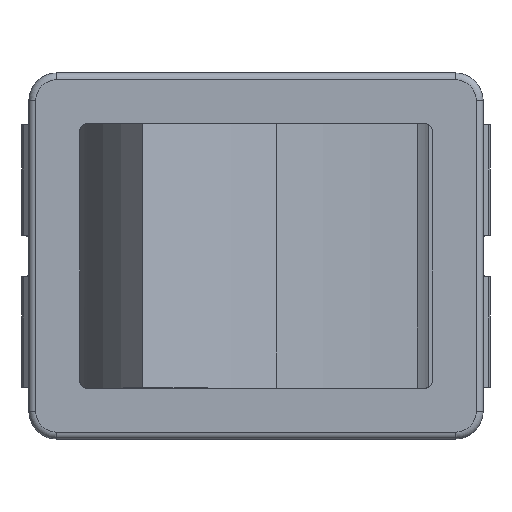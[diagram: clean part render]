
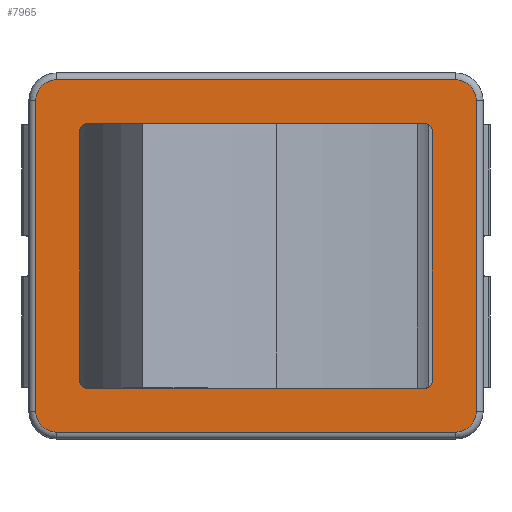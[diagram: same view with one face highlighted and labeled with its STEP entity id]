
A CAD part, top view. The second image highlights one B-rep face of the part: STEP entity #7965.
In plain terms, the highlighted planar face has unit normal (0, 0, 1).
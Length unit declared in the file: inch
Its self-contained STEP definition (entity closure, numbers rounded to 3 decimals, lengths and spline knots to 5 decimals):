
#3343=CARTESIAN_POINT('',(-0.48285,0.37795,0.63425));
#3344=VERTEX_POINT('',#3343);
#3345=CARTESIAN_POINT('',(0.47791,0.37795,0.63425));
#3346=VERTEX_POINT('',#3345);
#3347=CARTESIAN_POINT('',(-0.48285,0.37795,0.63425));
#3348=DIRECTION('',(1.0,0.0,0.0));
#3349=VECTOR('',#3348,0.96076);
#3350=LINE('',#3347,#3349);
#3351=EDGE_CURVE('',#3344,#3346,#3350,.T.);
#3428=CARTESIAN_POINT('',(0.47791,-0.37795,0.63425));
#3429=VERTEX_POINT('',#3428);
#3581=CARTESIAN_POINT('',(-0.48285,-0.37795,0.63425));
#3582=VERTEX_POINT('',#3581);
#3583=CARTESIAN_POINT('',(0.47791,-0.37795,0.63425));
#3584=DIRECTION('',(-1.0,0.0,0.0));
#3585=VECTOR('',#3584,0.96076);
#3586=LINE('',#3583,#3585);
#3587=EDGE_CURVE('',#3429,#3582,#3586,.T.);
#4094=CARTESIAN_POINT('',(-0.48425,0.37795,0.63425));
#4095=VERTEX_POINT('',#4094);
#4096=CARTESIAN_POINT('',(-0.48425,0.37795,0.63425));
#4097=DIRECTION('',(1.0,0.0,0.0));
#4098=VECTOR('',#4097,0.0014);
#4099=LINE('',#4096,#4098);
#4100=EDGE_CURVE('',#4095,#3344,#4099,.T.);
#4117=CARTESIAN_POINT('',(0.48425,0.37795,0.63425));
#4118=VERTEX_POINT('',#4117);
#4125=CARTESIAN_POINT('',(0.47791,0.37795,0.63425));
#4126=DIRECTION('',(1.0,0.0,0.0));
#4127=VECTOR('',#4126,0.00634);
#4128=LINE('',#4125,#4127);
#4129=EDGE_CURVE('',#3346,#4118,#4128,.T.);
#4175=CARTESIAN_POINT('',(-0.50394,0.35827,0.63425));
#4176=VERTEX_POINT('',#4175);
#4177=CARTESIAN_POINT('',(-0.48425,0.35827,0.63425));
#4178=DIRECTION('',(0.0,0.0,1.0));
#4179=DIRECTION('',(-0.707,0.707,0.0));
#4180=AXIS2_PLACEMENT_3D('',#4177,#4178,#4179);
#4181=CIRCLE('',#4180,0.01969);
#4182=EDGE_CURVE('',#4095,#4176,#4181,.T.);
#4210=CARTESIAN_POINT('',(0.48425,-0.37795,0.63425));
#4211=VERTEX_POINT('',#4210);
#4218=CARTESIAN_POINT('',(0.50394,-0.35827,0.63425));
#4219=VERTEX_POINT('',#4218);
#4220=CARTESIAN_POINT('',(0.48425,-0.35827,0.63425));
#4221=DIRECTION('',(0.0,0.0,1.0));
#4222=DIRECTION('',(0.707,-0.707,0.0));
#4223=AXIS2_PLACEMENT_3D('',#4220,#4221,#4222);
#4224=CIRCLE('',#4223,0.01969);
#4225=EDGE_CURVE('',#4211,#4219,#4224,.T.);
#4259=CARTESIAN_POINT('',(0.48425,-0.37795,0.63425));
#4260=DIRECTION('',(-1.0,0.0,0.0));
#4261=VECTOR('',#4260,0.00634);
#4262=LINE('',#4259,#4261);
#4263=EDGE_CURVE('',#4211,#3429,#4262,.T.);
#4275=CARTESIAN_POINT('',(-0.48425,-0.37795,0.63425));
#4276=VERTEX_POINT('',#4275);
#4283=CARTESIAN_POINT('',(-0.48285,-0.37795,0.63425));
#4284=DIRECTION('',(-1.0,0.0,0.0));
#4285=VECTOR('',#4284,0.0014);
#4286=LINE('',#4283,#4285);
#4287=EDGE_CURVE('',#3582,#4276,#4286,.T.);
#7385=CARTESIAN_POINT('',(0.50394,0.35827,0.63425));
#7386=VERTEX_POINT('',#7385);
#7393=CARTESIAN_POINT('',(0.48425,0.35827,0.63425));
#7394=DIRECTION('',(0.0,0.0,1.0));
#7395=DIRECTION('',(0.707,0.707,0.0));
#7396=AXIS2_PLACEMENT_3D('',#7393,#7394,#7395);
#7397=CIRCLE('',#7396,0.01969);
#7398=EDGE_CURVE('',#7386,#4118,#7397,.T.);
#7454=CARTESIAN_POINT('',(0.50394,0.35827,0.63425));
#7455=DIRECTION('',(0.0,-1.0,0.0));
#7456=VECTOR('',#7455,0.71654);
#7457=LINE('',#7454,#7456);
#7458=EDGE_CURVE('',#7386,#4219,#7457,.T.);
#7574=CARTESIAN_POINT('',(-0.50394,-0.35827,0.63425));
#7575=VERTEX_POINT('',#7574);
#7582=CARTESIAN_POINT('',(-0.48425,-0.35827,0.63425));
#7583=DIRECTION('',(0.0,0.0,1.0));
#7584=DIRECTION('',(-0.707,-0.707,0.0));
#7585=AXIS2_PLACEMENT_3D('',#7582,#7583,#7584);
#7586=CIRCLE('',#7585,0.01969);
#7587=EDGE_CURVE('',#7575,#4276,#7586,.T.);
#7601=CARTESIAN_POINT('',(0.62992,0.44488,0.63425));
#7602=VERTEX_POINT('',#7601);
#7610=CARTESIAN_POINT('',(0.62992,-0.44488,0.63425));
#7611=VERTEX_POINT('',#7610);
#7612=CARTESIAN_POINT('',(0.62992,0.44488,0.63425));
#7613=DIRECTION('',(0.0,-1.0,0.0));
#7614=VECTOR('',#7613,0.88976);
#7615=LINE('',#7612,#7614);
#7616=EDGE_CURVE('',#7602,#7611,#7615,.T.);
#7643=CARTESIAN_POINT('',(0.57087,0.50394,0.63425));
#7644=VERTEX_POINT('',#7643);
#7652=CARTESIAN_POINT('',(0.57087,0.44488,0.63425));
#7653=DIRECTION('',(0.0,0.0,-1.0));
#7654=DIRECTION('',(0.707,0.707,0.0));
#7655=AXIS2_PLACEMENT_3D('',#7652,#7653,#7654);
#7656=CIRCLE('',#7655,0.05906);
#7657=EDGE_CURVE('',#7644,#7602,#7656,.T.);
#7675=CARTESIAN_POINT('',(0.57087,-0.50394,0.63425));
#7676=VERTEX_POINT('',#7675);
#7694=CARTESIAN_POINT('',(0.57087,-0.44488,0.63425));
#7695=DIRECTION('',(0.0,0.0,-1.0));
#7696=DIRECTION('',(0.707,-0.707,0.0));
#7697=AXIS2_PLACEMENT_3D('',#7694,#7695,#7696);
#7698=CIRCLE('',#7697,0.05906);
#7699=EDGE_CURVE('',#7611,#7676,#7698,.T.);
#7711=CARTESIAN_POINT('',(-0.57087,0.50394,0.63425));
#7712=VERTEX_POINT('',#7711);
#7720=CARTESIAN_POINT('',(-0.57087,0.50394,0.63425));
#7721=DIRECTION('',(1.0,0.0,0.0));
#7722=VECTOR('',#7721,1.14173);
#7723=LINE('',#7720,#7722);
#7724=EDGE_CURVE('',#7712,#7644,#7723,.T.);
#7741=CARTESIAN_POINT('',(-0.57087,-0.50394,0.63425));
#7742=VERTEX_POINT('',#7741);
#7759=CARTESIAN_POINT('',(0.57087,-0.50394,0.63425));
#7760=DIRECTION('',(-1.0,0.0,0.0));
#7761=VECTOR('',#7760,1.14173);
#7762=LINE('',#7759,#7761);
#7763=EDGE_CURVE('',#7676,#7742,#7762,.T.);
#7775=CARTESIAN_POINT('',(-0.62992,0.44488,0.63425));
#7776=VERTEX_POINT('',#7775);
#7784=CARTESIAN_POINT('',(-0.57087,0.44488,0.63425));
#7785=DIRECTION('',(0.0,0.0,-1.0));
#7786=DIRECTION('',(-0.707,0.707,0.0));
#7787=AXIS2_PLACEMENT_3D('',#7784,#7785,#7786);
#7788=CIRCLE('',#7787,0.05906);
#7789=EDGE_CURVE('',#7776,#7712,#7788,.T.);
#7807=CARTESIAN_POINT('',(-0.62992,-0.44488,0.63425));
#7808=VERTEX_POINT('',#7807);
#7826=CARTESIAN_POINT('',(-0.57087,-0.44488,0.63425));
#7827=DIRECTION('',(0.0,0.0,-1.0));
#7828=DIRECTION('',(-0.707,-0.707,0.0));
#7829=AXIS2_PLACEMENT_3D('',#7826,#7827,#7828);
#7830=CIRCLE('',#7829,0.05906);
#7831=EDGE_CURVE('',#7742,#7808,#7830,.T.);
#7849=CARTESIAN_POINT('',(-0.62992,-0.44488,0.63425));
#7850=DIRECTION('',(0.0,1.0,0.0));
#7851=VECTOR('',#7850,0.88976);
#7852=LINE('',#7849,#7851);
#7853=EDGE_CURVE('',#7808,#7776,#7852,.T.);
#7931=CARTESIAN_POINT('',(-0.69291,-0.55433,0.63425));
#7932=DIRECTION('',(0.0,0.0,1.0));
#7933=DIRECTION('',(1.0,0.0,0.0));
#7934=AXIS2_PLACEMENT_3D('',#7931,#7932,#7933);
#7935=PLANE('',#7934);
#7936=ORIENTED_EDGE('',*,*,#7616,.F.);
#7937=ORIENTED_EDGE('',*,*,#7657,.F.);
#7938=ORIENTED_EDGE('',*,*,#7724,.F.);
#7939=ORIENTED_EDGE('',*,*,#7789,.F.);
#7940=ORIENTED_EDGE('',*,*,#7853,.F.);
#7941=ORIENTED_EDGE('',*,*,#7831,.F.);
#7942=ORIENTED_EDGE('',*,*,#7763,.F.);
#7943=ORIENTED_EDGE('',*,*,#7699,.F.);
#7944=EDGE_LOOP('',(#7936,#7937,#7938,#7939,#7940,#7941,#7942,#7943));
#7945=FACE_OUTER_BOUND('',#7944,.T.);
#7946=ORIENTED_EDGE('',*,*,#7458,.T.);
#7947=ORIENTED_EDGE('',*,*,#4225,.F.);
#7948=ORIENTED_EDGE('',*,*,#4263,.T.);
#7949=ORIENTED_EDGE('',*,*,#3587,.T.);
#7950=ORIENTED_EDGE('',*,*,#4287,.T.);
#7951=ORIENTED_EDGE('',*,*,#7587,.F.);
#7952=CARTESIAN_POINT('',(-0.50394,-0.35827,0.63425));
#7953=DIRECTION('',(0.0,1.0,0.0));
#7954=VECTOR('',#7953,0.71654);
#7955=LINE('',#7952,#7954);
#7956=EDGE_CURVE('',#7575,#4176,#7955,.T.);
#7957=ORIENTED_EDGE('',*,*,#7956,.T.);
#7958=ORIENTED_EDGE('',*,*,#4182,.F.);
#7959=ORIENTED_EDGE('',*,*,#4100,.T.);
#7960=ORIENTED_EDGE('',*,*,#3351,.T.);
#7961=ORIENTED_EDGE('',*,*,#4129,.T.);
#7962=ORIENTED_EDGE('',*,*,#7398,.F.);
#7963=EDGE_LOOP('',(#7946,#7947,#7948,#7949,#7950,#7951,#7957,#7958,#7959,#7960,#7961,#7962));
#7964=FACE_BOUND('',#7963,.T.);
#7965=ADVANCED_FACE('',(#7945,#7964),#7935,.T.);
